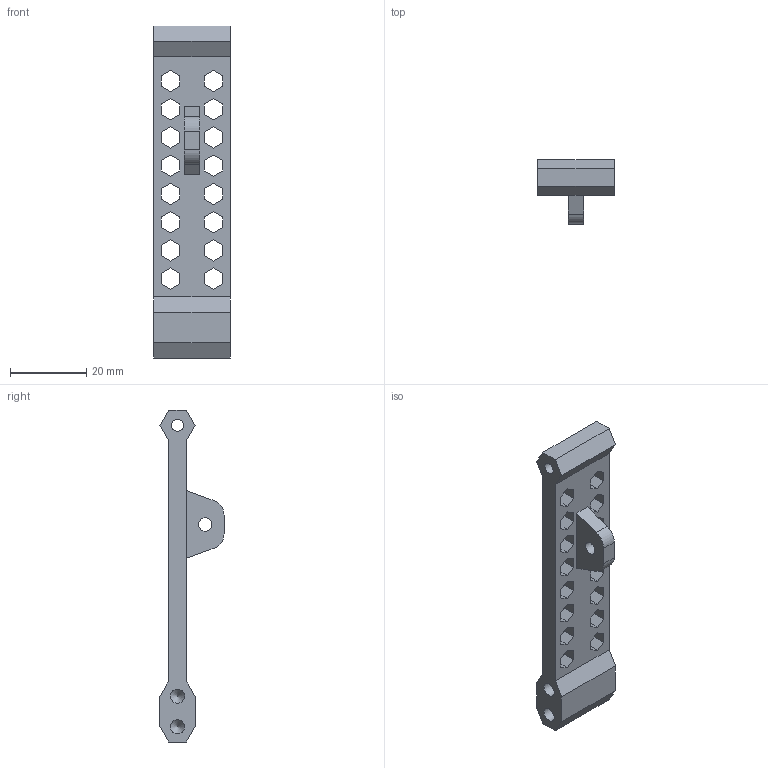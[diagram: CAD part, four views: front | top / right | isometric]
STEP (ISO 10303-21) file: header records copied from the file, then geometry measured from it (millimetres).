
FILE_DESCRIPTION(/* description */ (''),/* implementation_level */ '2;1');
FILE_NAME(/* name */ 'HexFlipper.ipt.step',/* time_stamp */ '2024-02-27T11:28:53-06:00',/* author */ ('smz3rm'),/* organization */ (''),/* preprocessor_version */ 'ST-DEVELOPER v18',/* originating_system */ 'Autodesk Inventor 2020',/* authorisation */ '');
FILE_SCHEMA (('AUTOMOTIVE_DESIGN { 1 0 10303 214 3 1 1 }'));
Length unit declared in the file: millimetre
Products named in the file (1): HexFlipper
Bounding box: 20 x 16.83 x 87.01 mm (x, y, z)
Volume: 7748.2 mm3; surface area: 6705.8 mm2
Topology: 1 solids, 1 shells, 131 faces, 390 edges, 263 vertices
Faces by surface type: plane 118, cylinder 9, cone 4
Full cylindrical faces by diameter (mm): 2.3 x1, 3.1 x1, 3.5 x1, 3.75 x4
Entity records: 4440 total; most frequent: CARTESIAN_POINT 781, ORIENTED_EDGE 772, DIRECTION 681, EDGE_CURVE 386, LINE 355, VECTOR 355, VERTEX_POINT 263, EDGE_LOOP 173
